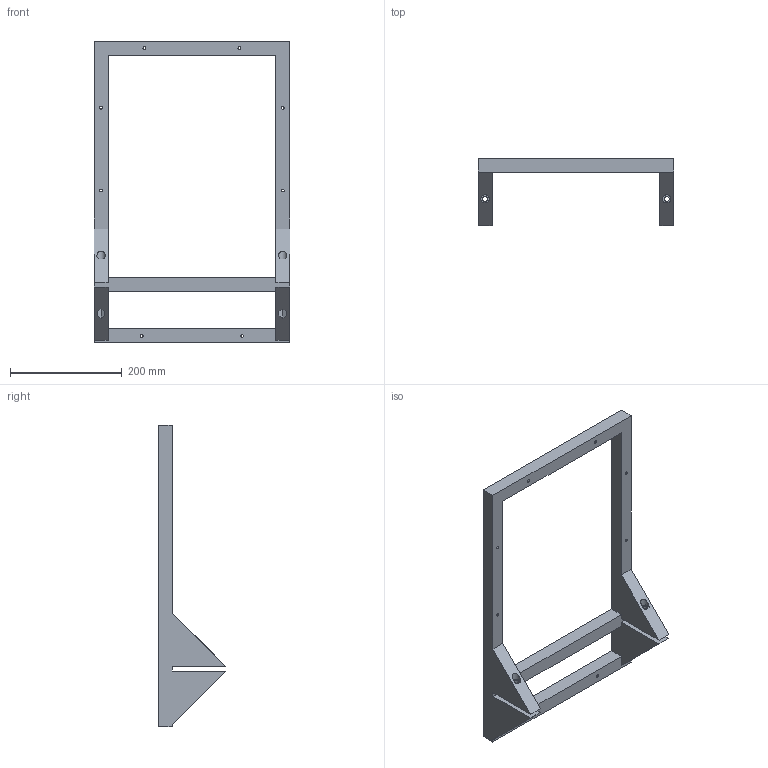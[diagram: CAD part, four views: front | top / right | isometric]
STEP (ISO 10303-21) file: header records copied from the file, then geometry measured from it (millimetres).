
FILE_DESCRIPTION(/* description */ (''),/* implementation_level */ '2;1');
FILE_NAME(/* name */ 'plaque_H_support_cage_combine.step',/* time_stamp */ '2020-02-28T13:02:43+01:00',/* author */ (''),/* organization */ (''),/* preprocessor_version */ 'ST-DEVELOPER v18',/* originating_system */ 'Autodesk Translation Framework v8.12.0.6',/* authorisation */ '');
FILE_SCHEMA (('AUTOMOTIVE_DESIGN { 1 0 10303 214 3 1 1 }'));
Length unit declared in the file: millimetre
Products named in the file (1): (Unsaved)
Bounding box: 350 x 120.5 x 540 mm (x, y, z)
Volume: 1671049.1 mm3; surface area: 254658.5 mm2
Topology: 1 solids, 1 shells, 54 faces, 150 edges, 100 vertices
Faces by surface type: plane 40, cylinder 14
Full cylindrical faces by diameter (mm): 5 x8, 9 x4
Entity records: 1811 total; most frequent: CARTESIAN_POINT 305, ORIENTED_EDGE 300, DIRECTION 288, EDGE_CURVE 150, LINE 122, VECTOR 122, VERTEX_POINT 100, EDGE_LOOP 84
